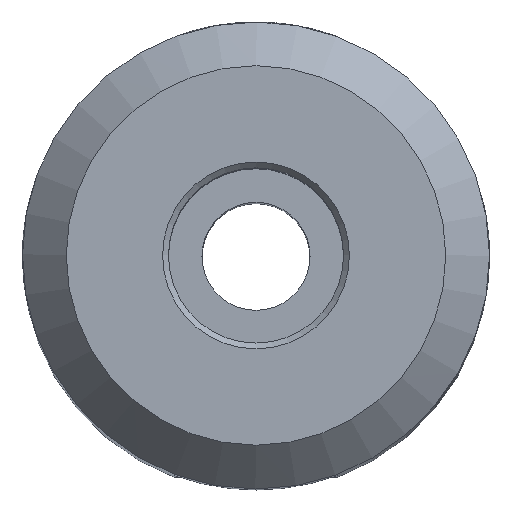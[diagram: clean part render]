
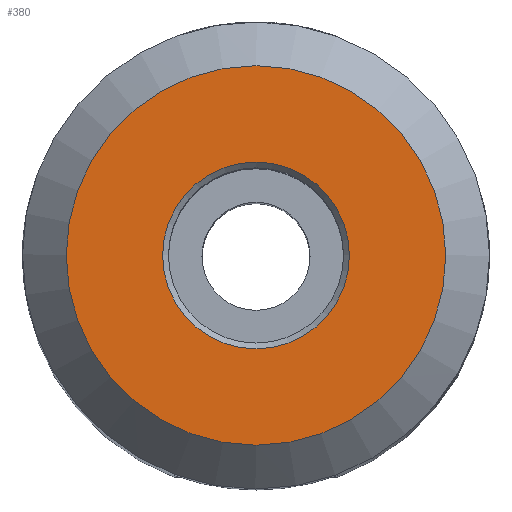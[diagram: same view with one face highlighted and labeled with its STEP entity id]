
A CAD part, top view. The second image highlights one B-rep face of the part: STEP entity #380.
In plain terms, the highlighted planar face has unit normal (0, 0, 1).
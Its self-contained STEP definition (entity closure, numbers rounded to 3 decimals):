
#29 = CARTESIAN_POINT ( 'NONE',  ( 6.5, 0., 60. ) ) ;
#96 = DIRECTION ( 'NONE',  ( 1., 0., 0. ) ) ;
#128 = VERTEX_POINT ( 'NONE', #927 ) ;
#157 = AXIS2_PLACEMENT_3D ( 'NONE', #355, #424, #180 ) ;
#173 = FACE_OUTER_BOUND ( 'NONE', #562, .T. ) ;
#180 = DIRECTION ( 'NONE',  ( 1., 0., 0. ) ) ;
#241 = EDGE_LOOP ( 'NONE', ( #1095 ) ) ;
#242 = CARTESIAN_POINT ( 'NONE',  ( 0., 0., 60. ) ) ;
#331 = DIRECTION ( 'NONE',  ( 1., 0., 0. ) ) ;
#355 = CARTESIAN_POINT ( 'NONE',  ( 0., 0., 60. ) ) ;
#379 = CARTESIAN_POINT ( 'NONE',  ( 0., 0., 60. ) ) ;
#380 = ADVANCED_FACE ( 'NONE', ( #614, #173 ), #441, .T. ) ;
#424 = DIRECTION ( 'NONE',  ( 0., 0., 1. ) ) ;
#441 = PLANE ( 'NONE',  #157 ) ;
#465 = VERTEX_POINT ( 'NONE', #29 ) ;
#470 = CIRCLE ( 'NONE', #1068, 6.5 ) ;
#562 = EDGE_LOOP ( 'NONE', ( #607 ) ) ;
#607 = ORIENTED_EDGE ( 'NONE', *, *, #651, .T. ) ;
#614 = FACE_BOUND ( 'NONE', #241, .T. ) ;
#651 = EDGE_CURVE ( 'NONE', #465, #465, #470, .T. ) ;
#713 = CIRCLE ( 'NONE', #819, 3.2 ) ;
#763 = DIRECTION ( 'NONE',  ( 0., 0., -1. ) ) ;
#819 = AXIS2_PLACEMENT_3D ( 'NONE', #242, #763, #331 ) ;
#870 = EDGE_CURVE ( 'NONE', #128, #128, #713, .T. ) ;
#927 = CARTESIAN_POINT ( 'NONE',  ( 3.2, 0., 60. ) ) ;
#963 = DIRECTION ( 'NONE',  ( 0., 0., 1. ) ) ;
#1068 = AXIS2_PLACEMENT_3D ( 'NONE', #379, #963, #96 ) ;
#1095 = ORIENTED_EDGE ( 'NONE', *, *, #870, .T. ) ;
